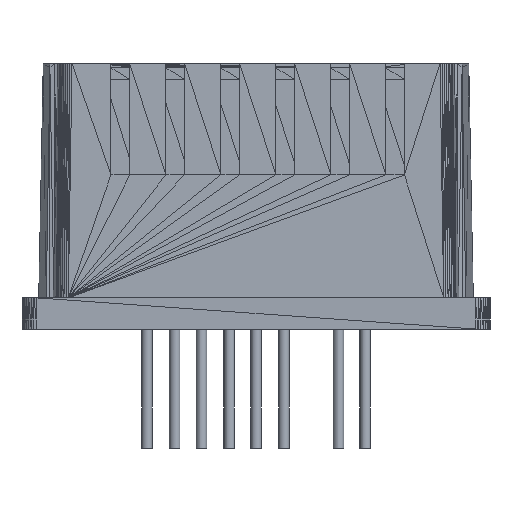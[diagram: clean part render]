
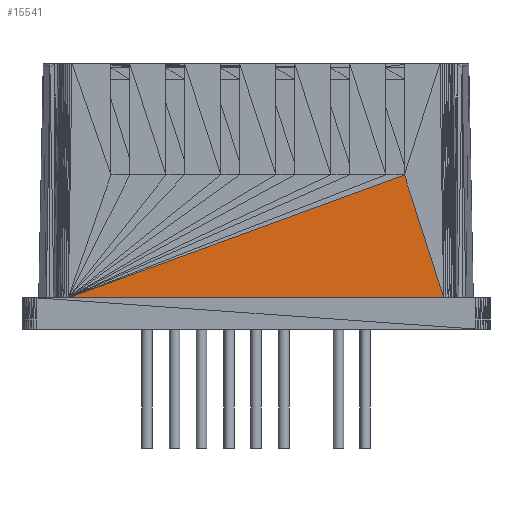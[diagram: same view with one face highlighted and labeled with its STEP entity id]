
A CAD part, front view. The second image highlights one B-rep face of the part: STEP entity #15541.
In plain terms, the highlighted planar face has unit normal (0, -1, 0.018).
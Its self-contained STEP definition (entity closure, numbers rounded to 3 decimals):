
#9958 = VERTEX_POINT('',#9959);
#9959 = CARTESIAN_POINT('',(9.97,-5.62,
    14.354));
#11972 = VERTEX_POINT('',#11973);
#11973 = CARTESIAN_POINT('',(-12.608,-5.764,
    6.096));
#12178 = EDGE_CURVE('',#12179,#11972,#12181,.T.);
#12179 = VERTEX_POINT('',#12180);
#12180 = CARTESIAN_POINT('',(12.608,-5.764,
    6.096));
#12181 = LINE('',#12182,#12183);
#12182 = CARTESIAN_POINT('',(12.608,-5.764,
    6.096));
#12183 = VECTOR('',#12184,1.);
#12184 = DIRECTION('',(-1.,0.,0.));
#15541 = ADVANCED_FACE('',(#15542),#15557,.T.);
#15542 = FACE_BOUND('',#15543,.T.);
#15543 = EDGE_LOOP('',(#15544,#15545,#15551));
#15544 = ORIENTED_EDGE('',*,*,#12178,.F.);
#15545 = ORIENTED_EDGE('',*,*,#15546,.T.);
#15546 = EDGE_CURVE('',#12179,#9958,#15547,.T.);
#15547 = LINE('',#15548,#15549);
#15548 = CARTESIAN_POINT('',(12.608,-5.764,
    6.096));
#15549 = VECTOR('',#15550,1.);
#15550 = DIRECTION('',(-0.304,0.017,0.952)
  );
#15551 = ORIENTED_EDGE('',*,*,#15552,.T.);
#15552 = EDGE_CURVE('',#9958,#11972,#15553,.T.);
#15553 = LINE('',#15554,#15555);
#15554 = CARTESIAN_POINT('',(9.97,-5.62,
    14.354));
#15555 = VECTOR('',#15556,1.);
#15556 = DIRECTION('',(-0.939,-0.006,
    -0.343));
#15557 = PLANE('',#15558);
#15558 = AXIS2_PLACEMENT_3D('',#15559,#15560,#15561);
#15559 = CARTESIAN_POINT('',(1.142,-5.723,
    8.428));
#15560 = DIRECTION('',(0.,-1.,
    0.017));
#15561 = DIRECTION('',(0.,-0.017,
    -1.));
